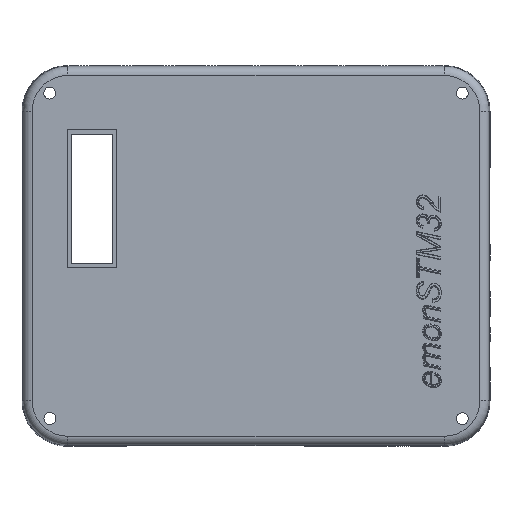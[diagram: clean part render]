
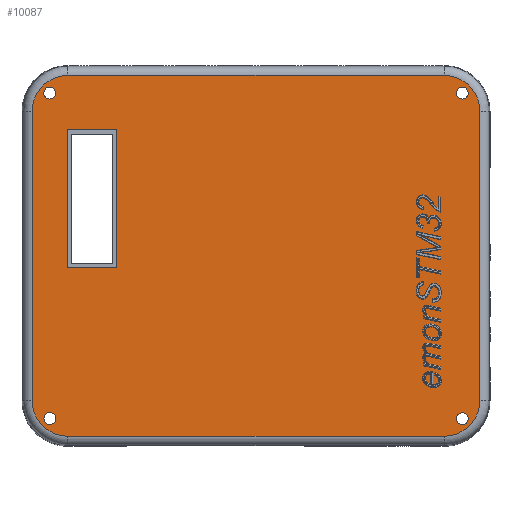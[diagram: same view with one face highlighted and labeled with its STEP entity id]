
A CAD part, top view. The second image highlights one B-rep face of the part: STEP entity #10087.
In plain terms, the highlighted planar face has unit normal (0, 0, 1).
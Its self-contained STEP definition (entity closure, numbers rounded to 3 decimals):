
#1105=FACE_BOUND('',#1994,.T.);
#1106=FACE_BOUND('',#1995,.T.);
#1107=FACE_BOUND('',#1996,.T.);
#1108=FACE_BOUND('',#1997,.T.);
#1109=FACE_BOUND('',#1998,.T.);
#1279=CIRCLE('',#10743,1.75);
#1282=CIRCLE('',#10747,1.75);
#1285=CIRCLE('',#10751,1.75);
#1287=CIRCLE('',#10754,1.75);
#1290=CIRCLE('',#10758,10.558);
#1291=CIRCLE('',#10759,10.558);
#1292=CIRCLE('',#10760,10.558);
#1293=CIRCLE('',#10761,10.558);
#1371=FACE_OUTER_BOUND('',#1993,.T.);
#1993=EDGE_LOOP('',(#6805,#6806,#6807,#6808,#6809,#6810,#6811,#6812));
#1994=EDGE_LOOP('',(#6813,#6814,#6815,#6816));
#1995=EDGE_LOOP('',(#6817));
#1996=EDGE_LOOP('',(#6818));
#1997=EDGE_LOOP('',(#6819));
#1998=EDGE_LOOP('',(#6820));
#2696=LINE('',#13010,#3422);
#2697=LINE('',#13014,#3423);
#2698=LINE('',#13018,#3424);
#2699=LINE('',#13022,#3425);
#2700=LINE('',#13026,#3426);
#2701=LINE('',#13028,#3427);
#2702=LINE('',#13030,#3428);
#2703=LINE('',#13031,#3429);
#3422=VECTOR('',#11347,1000.);
#3423=VECTOR('',#11350,1000.);
#3424=VECTOR('',#11353,1000.);
#3425=VECTOR('',#11356,1000.);
#3426=VECTOR('',#11359,10.);
#3427=VECTOR('',#11360,10.);
#3428=VECTOR('',#11361,10.);
#3429=VECTOR('',#11362,10.);
#4137=VERTEX_POINT('',#12978);
#4140=VERTEX_POINT('',#12986);
#4143=VERTEX_POINT('',#12994);
#4145=VERTEX_POINT('',#13000);
#4148=VERTEX_POINT('',#13008);
#4149=VERTEX_POINT('',#13009);
#4150=VERTEX_POINT('',#13011);
#4151=VERTEX_POINT('',#13013);
#4152=VERTEX_POINT('',#13015);
#4153=VERTEX_POINT('',#13017);
#4154=VERTEX_POINT('',#13019);
#4155=VERTEX_POINT('',#13021);
#4156=VERTEX_POINT('',#13024);
#4157=VERTEX_POINT('',#13025);
#4158=VERTEX_POINT('',#13027);
#4159=VERTEX_POINT('',#13029);
#5153=EDGE_CURVE('',#4137,#4137,#1279,.T.);
#5157=EDGE_CURVE('',#4140,#4140,#1282,.T.);
#5161=EDGE_CURVE('',#4143,#4143,#1285,.T.);
#5164=EDGE_CURVE('',#4145,#4145,#1287,.T.);
#5168=EDGE_CURVE('',#4148,#4149,#2696,.T.);
#5169=EDGE_CURVE('',#4150,#4148,#1290,.T.);
#5170=EDGE_CURVE('',#4151,#4150,#2697,.T.);
#5171=EDGE_CURVE('',#4152,#4151,#1291,.T.);
#5172=EDGE_CURVE('',#4153,#4152,#2698,.T.);
#5173=EDGE_CURVE('',#4154,#4153,#1292,.T.);
#5174=EDGE_CURVE('',#4155,#4154,#2699,.T.);
#5175=EDGE_CURVE('',#4149,#4155,#1293,.T.);
#5176=EDGE_CURVE('',#4156,#4157,#2700,.T.);
#5177=EDGE_CURVE('',#4157,#4158,#2701,.T.);
#5178=EDGE_CURVE('',#4158,#4159,#2702,.T.);
#5179=EDGE_CURVE('',#4159,#4156,#2703,.T.);
#6805=ORIENTED_EDGE('',*,*,#5168,.F.);
#6806=ORIENTED_EDGE('',*,*,#5169,.F.);
#6807=ORIENTED_EDGE('',*,*,#5170,.F.);
#6808=ORIENTED_EDGE('',*,*,#5171,.F.);
#6809=ORIENTED_EDGE('',*,*,#5172,.F.);
#6810=ORIENTED_EDGE('',*,*,#5173,.F.);
#6811=ORIENTED_EDGE('',*,*,#5174,.F.);
#6812=ORIENTED_EDGE('',*,*,#5175,.F.);
#6813=ORIENTED_EDGE('',*,*,#5176,.T.);
#6814=ORIENTED_EDGE('',*,*,#5177,.T.);
#6815=ORIENTED_EDGE('',*,*,#5178,.T.);
#6816=ORIENTED_EDGE('',*,*,#5179,.T.);
#6817=ORIENTED_EDGE('',*,*,#5164,.T.);
#6818=ORIENTED_EDGE('',*,*,#5161,.T.);
#6819=ORIENTED_EDGE('',*,*,#5157,.T.);
#6820=ORIENTED_EDGE('',*,*,#5153,.T.);
#9871=PLANE('',#10757);
#10087=ADVANCED_FACE('',(#1371,#1105,#1106,#1107,#1108,#1109),#9871,.T.);
#10743=AXIS2_PLACEMENT_3D('',#12979,#11313,#11314);
#10747=AXIS2_PLACEMENT_3D('',#12987,#11322,#11323);
#10751=AXIS2_PLACEMENT_3D('',#12995,#11331,#11332);
#10754=AXIS2_PLACEMENT_3D('',#13001,#11338,#11339);
#10757=AXIS2_PLACEMENT_3D('',#13007,#11345,#11346);
#10758=AXIS2_PLACEMENT_3D('',#13012,#11348,#11349);
#10759=AXIS2_PLACEMENT_3D('',#13016,#11351,#11352);
#10760=AXIS2_PLACEMENT_3D('',#13020,#11354,#11355);
#10761=AXIS2_PLACEMENT_3D('',#13023,#11357,#11358);
#11313=DIRECTION('center_axis',(0.,0.,
-1.));
#11314=DIRECTION('ref_axis',(0.,1.,0.));
#11322=DIRECTION('center_axis',(0.,0.,
-1.));
#11323=DIRECTION('ref_axis',(0.,1.,0.));
#11331=DIRECTION('center_axis',(0.,0.,
-1.));
#11332=DIRECTION('ref_axis',(0.,1.,0.));
#11338=DIRECTION('center_axis',(0.,0.,
-1.));
#11339=DIRECTION('ref_axis',(0.,1.,0.));
#11345=DIRECTION('center_axis',(0.,0.,
1.));
#11346=DIRECTION('ref_axis',(1.,0.,0.));
#11347=DIRECTION('',(-1.,0.,0.));
#11348=DIRECTION('center_axis',(0.,0.,
-1.));
#11349=DIRECTION('ref_axis',(0.707,-0.707,0.));
#11350=DIRECTION('',(0.,-1.,0.));
#11351=DIRECTION('center_axis',(0.,0.,
-1.));
#11352=DIRECTION('ref_axis',(0.707,0.707,0.));
#11353=DIRECTION('',(1.,0.,0.));
#11354=DIRECTION('center_axis',(0.,0.,
-1.));
#11355=DIRECTION('ref_axis',(-0.707,0.707,0.));
#11356=DIRECTION('',(0.,1.,0.));
#11357=DIRECTION('center_axis',(0.,0.,
-1.));
#11358=DIRECTION('ref_axis',(-0.707,-0.707,0.));
#11359=DIRECTION('',(0.,1.,0.));
#11360=DIRECTION('',(1.,0.,0.));
#11361=DIRECTION('',(0.,-1.,0.));
#11362=DIRECTION('',(-1.,0.,0.));
#12978=CARTESIAN_POINT('',(126.49,99.1,20.4));
#12979=CARTESIAN_POINT('Origin',(126.49,100.85,20.4));
#12986=CARTESIAN_POINT('',(126.49,3.2,20.4));
#12987=CARTESIAN_POINT('Origin',(126.49,4.95,20.4));
#12994=CARTESIAN_POINT('',(5.,3.25,20.4));
#12995=CARTESIAN_POINT('Origin',(5.,5.,20.4));
#13000=CARTESIAN_POINT('',(4.95,99.1,20.4));
#13001=CARTESIAN_POINT('Origin',(4.95,100.85,20.4));
#13007=CARTESIAN_POINT('Origin',(65.723,52.895,20.4));
#13008=CARTESIAN_POINT('',(121.125,-0.237,20.4));
#13009=CARTESIAN_POINT('',(10.32,-0.237,20.4));
#13010=CARTESIAN_POINT('',(51.792,-0.237,20.4));
#13011=CARTESIAN_POINT('',(131.682,10.32,20.4));
#13012=CARTESIAN_POINT('Origin',(121.125,10.32,20.4));
#13013=CARTESIAN_POINT('',(131.682,95.47,20.4));
#13014=CARTESIAN_POINT('',(131.682,42.172,20.4));
#13015=CARTESIAN_POINT('',(121.125,106.028,20.4));
#13016=CARTESIAN_POINT('Origin',(121.125,95.47,20.4));
#13017=CARTESIAN_POINT('',(10.32,106.028,20.4));
#13018=CARTESIAN_POINT('',(79.653,106.028,20.4));
#13019=CARTESIAN_POINT('',(-0.237,95.47,20.4));
#13020=CARTESIAN_POINT('Origin',(10.32,95.47,20.4));
#13021=CARTESIAN_POINT('',(-0.237,10.32,20.4));
#13022=CARTESIAN_POINT('',(-0.237,63.619,20.4));
#13023=CARTESIAN_POINT('Origin',(10.32,10.32,20.4));
#13024=CARTESIAN_POINT('',(10.069,49.392,20.4));
#13025=CARTESIAN_POINT('',(10.069,89.992,20.4));
#13026=CARTESIAN_POINT('',(10.069,51.144,20.4));
#13027=CARTESIAN_POINT('',(24.769,89.992,20.4));
#13028=CARTESIAN_POINT('',(37.646,89.992,20.4));
#13029=CARTESIAN_POINT('',(24.769,49.392,20.4));
#13030=CARTESIAN_POINT('',(24.769,71.444,20.4));
#13031=CARTESIAN_POINT('',(45.246,49.392,20.4));
